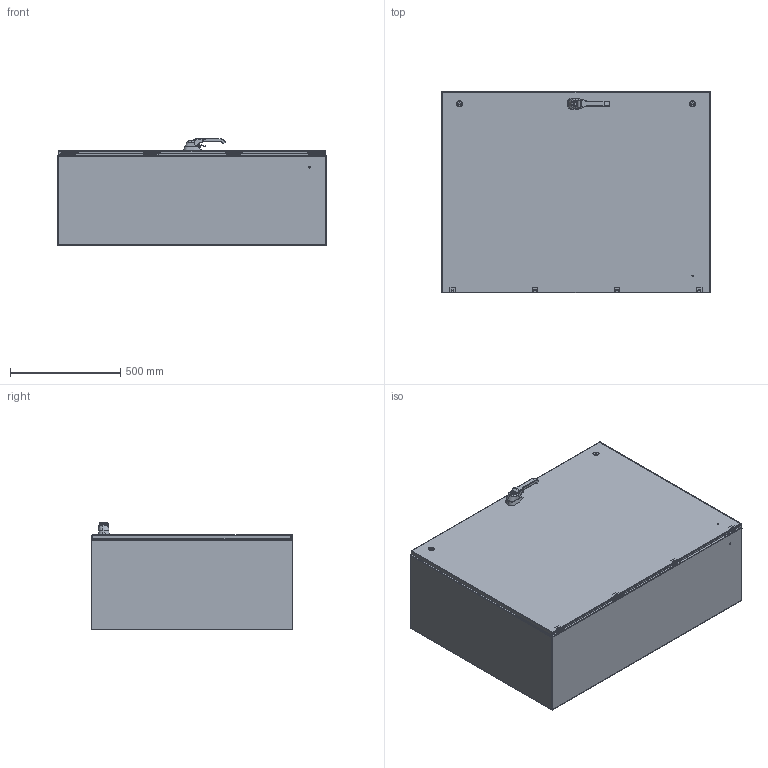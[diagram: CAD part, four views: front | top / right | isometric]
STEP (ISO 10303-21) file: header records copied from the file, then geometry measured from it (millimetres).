
FILE_DESCRIPTION (( 'STEP AP214' ), '1' );
FILE_NAME ('N4124836163PTC.STEP', '2020-01-16T17:38:55', ( '' ), ( '' ), 'SwSTEP 2.0', 'SolidWorks 2019', '' );
FILE_SCHEMA (( 'AUTOMOTIVE_DESIGN' ));
Length unit declared in the file: inch
Products named in the file (1): N4124836163PTC
Bounding box: 1219.2 x 914.4 x 485.02 mm (x, y, z)
Volume: 8100054.6 mm3; surface area: 8463582.2 mm2
Topology: 75 solids, 75 shells, 2490 faces, 6022 edges, 3690 vertices
Faces by surface type: cylinder 932, plane 837, cone 362, bspline 315, torus 44
Full cylindrical faces by diameter (mm): 2.362 x8, 2.7 x2, 3.175 x4, 3.317 x136, 3.861 x8, 3.962 x4, 4 x4, 4.064 x2, 4.166 x136, 4.2 x6, 4.25 x8, 4.3 x2, 4.366 x8, 4.572 x8, 4.775 x10, 5 x6, 5.4 x2, 6 x6, 6.03 x2, 6.2 x2, 6.3 x2, 6.35 x18, 6.502 x8, 6.733 x2, 6.985 x8, 7.5 x2, 7.62 x8, 7.874 x4, 8.128 x8, 8.2 x2
Entity records: 127279 total; most frequent: CARTESIAN_POINT 43827, DIRECTION 9837, ORIENTED_EDGE 9442, EDGE_CURVE 4721, AXIS2_PLACEMENT_3D 3884, EDGE_LOOP 3602, VERTEX_POINT 3327, FACE_OUTER_BOUND 3006
